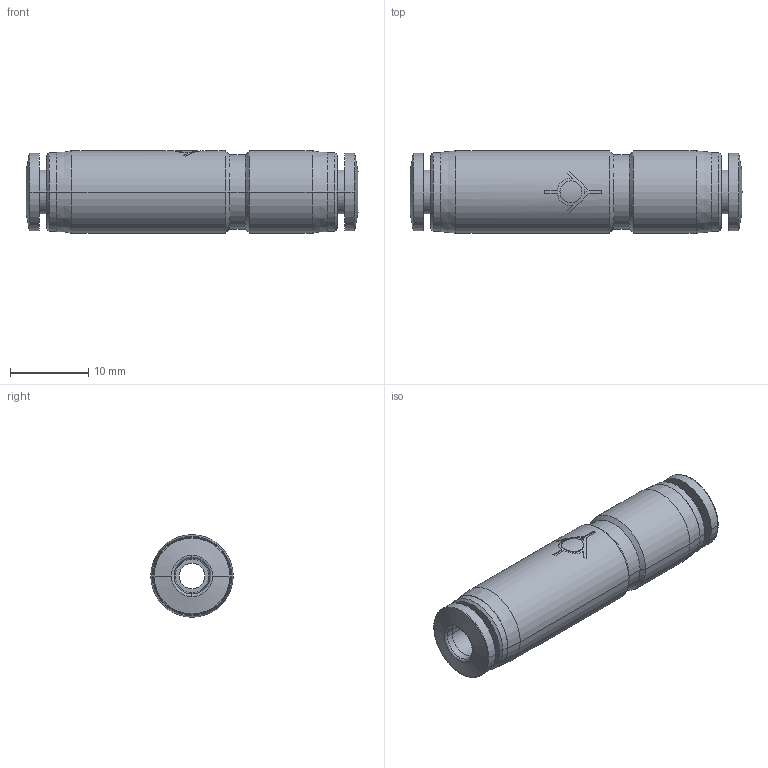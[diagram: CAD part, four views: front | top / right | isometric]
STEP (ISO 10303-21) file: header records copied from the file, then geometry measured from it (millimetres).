
FILE_DESCRIPTION (( 'STEP AP214' ), '1' );
FILE_NAME ('CVU532.step', '2016-02-24T20:31:33', ( '' ), ( '' ), 'SwSTEP 2.0', 'SolidWorks 2015', '' );
FILE_SCHEMA (( 'AUTOMOTIVE_DESIGN' ));
Length unit declared in the file: inch
Products named in the file (1): CVU532
Bounding box: 42.3 x 10.5 x 10.5 mm (x, y, z)
Volume: 2870.4 mm3; surface area: 2199.6 mm2
Topology: 1 solids, 1 shells, 82 faces, 193 edges, 122 vertices
Faces by surface type: cylinder 32, plane 22, cone 20, bspline 8
Entity records: 3807 total; most frequent: CARTESIAN_POINT 822, DIRECTION 413, ORIENTED_EDGE 386, EDGE_CURVE 193, AXIS2_PLACEMENT_3D 171, VERTEX_POINT 122, CIRCLE 96, EDGE_LOOP 93
